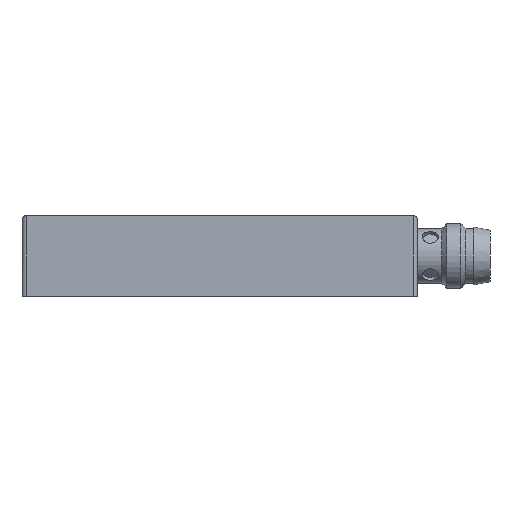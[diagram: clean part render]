
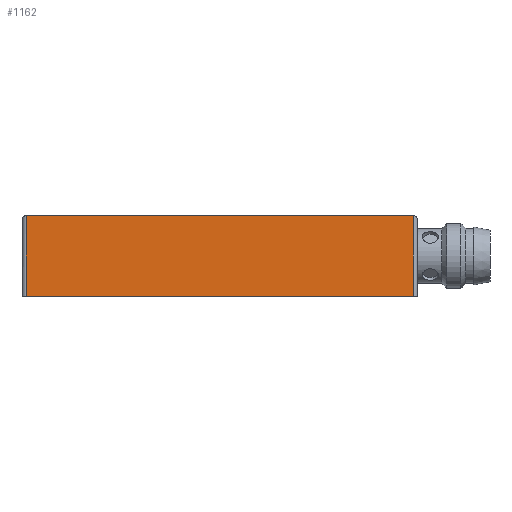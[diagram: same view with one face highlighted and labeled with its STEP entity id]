
A CAD part, front view. The second image highlights one B-rep face of the part: STEP entity #1162.
In plain terms, the highlighted planar face has unit normal (0, -1, 0).
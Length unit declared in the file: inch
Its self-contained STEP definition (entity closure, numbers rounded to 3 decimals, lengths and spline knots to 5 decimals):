
#62 = CARTESIAN_POINT ( 'NONE',  ( 0.01969, -0.23622, 0.19685 ) ) ;
#106 = DIRECTION ( 'NONE',  ( 0., 0., 1. ) ) ;
#159 = AXIS2_PLACEMENT_3D ( 'NONE', #1914, #3002, #106 ) ;
#314 = ORIENTED_EDGE ( 'NONE', *, *, #909, .F. ) ;
#330 = DIRECTION ( 'NONE',  ( 0., 0., 1. ) ) ;
#375 = VERTEX_POINT ( 'NONE', #555 ) ;
#545 = VECTOR ( 'NONE', #2657, 39.37008 ) ;
#555 = CARTESIAN_POINT ( 'NONE',  ( 1.90945, -0.23622, 0.19685 ) ) ;
#587 = VECTOR ( 'NONE', #330, 39.37008 ) ;
#793 = ORIENTED_EDGE ( 'NONE', *, *, #2179, .F. ) ;
#909 = EDGE_CURVE ( 'NONE', #3091, #375, #2615, .T. ) ;
#1028 = CARTESIAN_POINT ( 'NONE',  ( 1.90945, -0.23622, 0.19685 ) ) ;
#1162 = ADVANCED_FACE ( 'NONE', ( #2361 ), #2474, .F. ) ;
#1322 = EDGE_LOOP ( 'NONE', ( #1384, #314, #793, #1986 ) ) ;
#1339 = CARTESIAN_POINT ( 'NONE',  ( 0.01969, -0.23622, 0.19685 ) ) ;
#1384 = ORIENTED_EDGE ( 'NONE', *, *, #1459, .F. ) ;
#1405 = EDGE_CURVE ( 'NONE', #1515, #2069, #1476, .T. ) ;
#1459 = EDGE_CURVE ( 'NONE', #375, #2069, #2499, .T. ) ;
#1476 = LINE ( 'NONE', #1833, #545 ) ;
#1515 = VERTEX_POINT ( 'NONE', #2926 ) ;
#1797 = CARTESIAN_POINT ( 'NONE',  ( 1.90945, -0.23622, -0.19685 ) ) ;
#1833 = CARTESIAN_POINT ( 'NONE',  ( 0.01969, -0.23622, -0.19685 ) ) ;
#1914 = CARTESIAN_POINT ( 'NONE',  ( 0.01969, -0.23622, 0.19685 ) ) ;
#1986 = ORIENTED_EDGE ( 'NONE', *, *, #1405, .T. ) ;
#2069 = VERTEX_POINT ( 'NONE', #1797 ) ;
#2179 = EDGE_CURVE ( 'NONE', #1515, #3091, #2426, .T. ) ;
#2282 = VECTOR ( 'NONE', #2338, 39.37008 ) ;
#2338 = DIRECTION ( 'NONE',  ( 0., 0., -1. ) ) ;
#2361 = FACE_OUTER_BOUND ( 'NONE', #1322, .T. ) ;
#2426 = LINE ( 'NONE', #1339, #587 ) ;
#2474 = PLANE ( 'NONE',  #159 ) ;
#2499 = LINE ( 'NONE', #1028, #2282 ) ;
#2615 = LINE ( 'NONE', #3407, #3184 ) ;
#2657 = DIRECTION ( 'NONE',  ( 1., 0., 0. ) ) ;
#2926 = CARTESIAN_POINT ( 'NONE',  ( 0.01969, -0.23622, -0.19685 ) ) ;
#3002 = DIRECTION ( 'NONE',  ( 0., 1., 0. ) ) ;
#3091 = VERTEX_POINT ( 'NONE', #62 ) ;
#3151 = DIRECTION ( 'NONE',  ( 1., 0., 0. ) ) ;
#3184 = VECTOR ( 'NONE', #3151, 39.37008 ) ;
#3407 = CARTESIAN_POINT ( 'NONE',  ( 0.01969, -0.23622, 0.19685 ) ) ;
